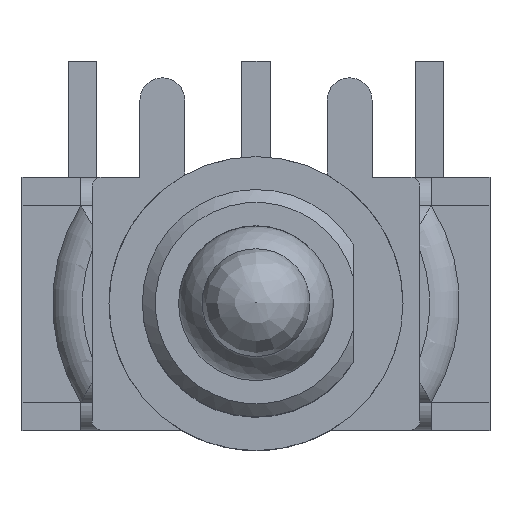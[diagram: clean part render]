
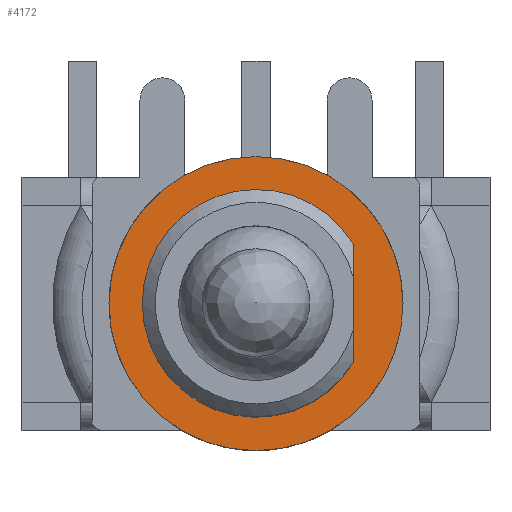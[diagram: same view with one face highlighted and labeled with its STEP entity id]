
A CAD part, top view. The second image highlights one B-rep face of the part: STEP entity #4172.
In plain terms, the highlighted planar face has unit normal (0, 0, 1).
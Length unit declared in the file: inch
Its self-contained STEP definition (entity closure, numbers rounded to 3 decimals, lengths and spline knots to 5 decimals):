
#33=FACE_BOUND('',#518,.T.);
#267=FACE_OUTER_BOUND('',#517,.T.);
#517=EDGE_LOOP('',(#3312));
#518=EDGE_LOOP('',(#3313,#3314));
#878=LINE('',#6669,#1334);
#1334=VECTOR('',#5428,0.3937);
#1634=CIRCLE('',#4550,0.12146);
#1635=CIRCLE('',#4552,0.15709);
#1898=VERTEX_POINT('',#6666);
#1899=VERTEX_POINT('',#6668);
#1900=VERTEX_POINT('',#6675);
#2398=EDGE_CURVE('',#1899,#1898,#878,.T.);
#2401=EDGE_CURVE('',#1898,#1899,#1634,.T.);
#2402=EDGE_CURVE('',#1900,#1900,#1635,.T.);
#3312=ORIENTED_EDGE('',*,*,#2402,.T.);
#3313=ORIENTED_EDGE('',*,*,#2401,.T.);
#3314=ORIENTED_EDGE('',*,*,#2398,.T.);
#3948=PLANE('',#4551);
#4172=ADVANCED_FACE('',(#267,#33),#3948,.T.);
#4550=AXIS2_PLACEMENT_3D('',#6673,#5433,#5434);
#4551=AXIS2_PLACEMENT_3D('',#6674,#5435,#5436);
#4552=AXIS2_PLACEMENT_3D('',#6676,#5437,#5438);
#5428=DIRECTION('',(0.,-1.,0.));
#5433=DIRECTION('center_axis',(0.,0.,
-1.));
#5434=DIRECTION('ref_axis',(-0.854,-0.52,0.));
#5435=DIRECTION('center_axis',(0.,0.,
1.));
#5436=DIRECTION('ref_axis',(-1.,0.,0.));
#5437=DIRECTION('center_axis',(0.,0.,
1.));
#5438=DIRECTION('ref_axis',(-1.,0.,0.));
#6666=CARTESIAN_POINT('',(0.10374,-0.06316,0.42992));
#6668=CARTESIAN_POINT('',(0.10374,0.06316,0.42992));
#6669=CARTESIAN_POINT('',(0.10374,0.06316,0.42992));
#6673=CARTESIAN_POINT('Origin',(0.,0.,0.42992));
#6674=CARTESIAN_POINT('Origin',(0.,0.,0.42992));
#6675=CARTESIAN_POINT('',(0.15709,0.,0.42992));
#6676=CARTESIAN_POINT('Origin',(0.,0.,0.42992));
